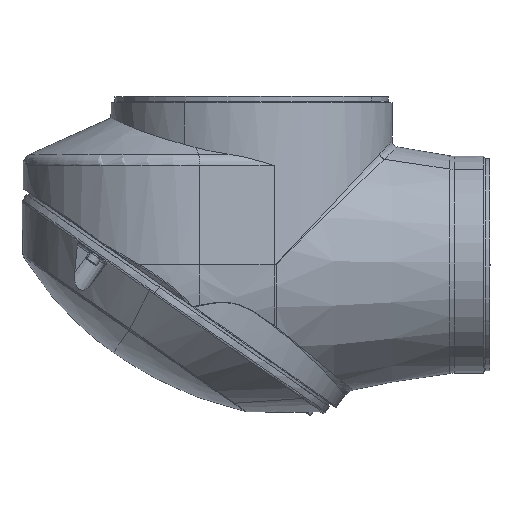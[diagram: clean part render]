
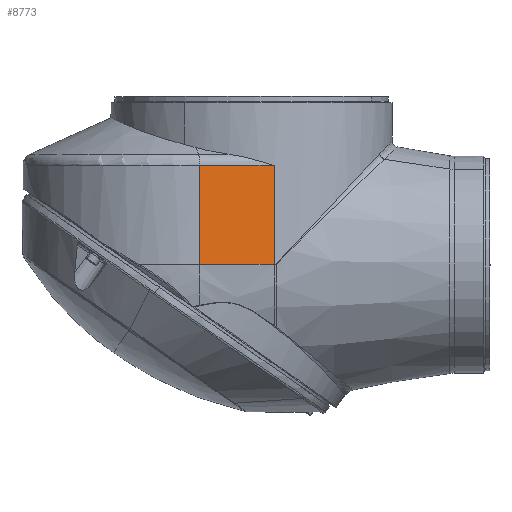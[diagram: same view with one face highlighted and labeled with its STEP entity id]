
A CAD part, top view. The second image highlights one B-rep face of the part: STEP entity #8773.
In plain terms, the highlighted planar face has unit normal (0.16, 0, 0.987).
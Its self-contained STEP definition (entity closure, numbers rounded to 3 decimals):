
#2055 = CYLINDRICAL_SURFACE('',#2056,92.);
#2056 = AXIS2_PLACEMENT_3D('',#2057,#2058,#2059);
#2057 = CARTESIAN_POINT('',(50.,145.5,978.));
#2058 = DIRECTION('',(0.,-1.,0.));
#2059 = DIRECTION('',(-0.161,0.,
    -0.987));
#2282 = VERTEX_POINT('',#2283);
#2283 = CARTESIAN_POINT('',(64.72,50.,1068.815));
#2322 = CONICAL_SURFACE('',#2323,90.815,0.161);
#2323 = AXIS2_PLACEMENT_3D('',#2324,#2325,#2326);
#2324 = CARTESIAN_POINT('',(64.72,50.,978.));
#2325 = DIRECTION('',(-1.,0.,0.));
#2326 = DIRECTION('',(0.,-0.44,0.898
    ));
#3899 = VERTEX_POINT('',#3900);
#3900 = CARTESIAN_POINT('',(64.72,114.819,
    1068.815));
#3939 = CYLINDRICAL_SURFACE('',#3940,8.);
#3940 = AXIS2_PLACEMENT_3D('',#3941,#3942,#3943);
#3941 = CARTESIAN_POINT('',(39.08,114.819,
    1064.866));
#3942 = DIRECTION('',(0.987,0.,-0.16));
#3943 = DIRECTION('',(0.065,0.913,0.404)
  );
#3973 = EDGE_CURVE('',#3899,#2282,#3974,.T.);
#3974 = SURFACE_CURVE('',#3975,(#3979,#3986),.PCURVE_S1.);
#3975 = LINE('',#3976,#3977);
#3976 = CARTESIAN_POINT('',(64.72,103.,1068.815));
#3977 = VECTOR('',#3978,1.);
#3978 = DIRECTION('',(0.,-1.,0.));
#3979 = PCURVE('',#2055,#3980);
#3980 = DEFINITIONAL_REPRESENTATION('',(#3981),#3985);
#3981 = LINE('',#3982,#3983);
#3982 = CARTESIAN_POINT('',(3.142,42.5));
#3983 = VECTOR('',#3984,1.);
#3984 = DIRECTION('',(0.,1.));
#3985 = ( GEOMETRIC_REPRESENTATION_CONTEXT(2) 
PARAMETRIC_REPRESENTATION_CONTEXT() REPRESENTATION_CONTEXT('2D SPACE',''
  ) );
#3986 = PCURVE('',#3987,#3992);
#3987 = PLANE('',#3988);
#3988 = AXIS2_PLACEMENT_3D('',#3989,#3990,#3991);
#3989 = CARTESIAN_POINT('',(64.72,50.,1068.815));
#3990 = DIRECTION('',(0.16,0.,0.987));
#3991 = DIRECTION('',(0.,1.,0.));
#3992 = DEFINITIONAL_REPRESENTATION('',(#3993),#3997);
#3993 = LINE('',#3994,#3995);
#3994 = CARTESIAN_POINT('',(53.,0.));
#3995 = VECTOR('',#3996,1.);
#3996 = DIRECTION('',(-1.,0.));
#3997 = ( GEOMETRIC_REPRESENTATION_CONTEXT(2) 
PARAMETRIC_REPRESENTATION_CONTEXT() REPRESENTATION_CONTEXT('2D SPACE',''
  ) );
#4253 = EDGE_CURVE('',#2282,#4254,#4256,.T.);
#4254 = VERTEX_POINT('',#4255);
#4255 = CARTESIAN_POINT('',(16.,50.,1076.712));
#4256 = SURFACE_CURVE('',#4257,(#4261,#4268),.PCURVE_S1.);
#4257 = LINE('',#4258,#4259);
#4258 = CARTESIAN_POINT('',(40.36,50.,1072.763));
#4259 = VECTOR('',#4260,1.);
#4260 = DIRECTION('',(-0.987,0.,0.16));
#4261 = PCURVE('',#2322,#4262);
#4262 = DEFINITIONAL_REPRESENTATION('',(#4263),#4267);
#4263 = LINE('',#4264,#4265);
#4264 = CARTESIAN_POINT('',(0.456,24.36));
#4265 = VECTOR('',#4266,1.);
#4266 = DIRECTION('',(0.,1.));
#4267 = ( GEOMETRIC_REPRESENTATION_CONTEXT(2) 
PARAMETRIC_REPRESENTATION_CONTEXT() REPRESENTATION_CONTEXT('2D SPACE',''
  ) );
#4268 = PCURVE('',#3987,#4269);
#4269 = DEFINITIONAL_REPRESENTATION('',(#4270),#4274);
#4270 = LINE('',#4271,#4272);
#4271 = CARTESIAN_POINT('',(0.,24.678));
#4272 = VECTOR('',#4273,1.);
#4273 = DIRECTION('',(0.,1.));
#4274 = ( GEOMETRIC_REPRESENTATION_CONTEXT(2) 
PARAMETRIC_REPRESENTATION_CONTEXT() REPRESENTATION_CONTEXT('2D SPACE',''
  ) );
#8729 = VERTEX_POINT('',#8730);
#8730 = CARTESIAN_POINT('',(16.,114.819,
    1076.712));
#8752 = EDGE_CURVE('',#8729,#3899,#8753,.T.);
#8753 = SURFACE_CURVE('',#8754,(#8758,#8765),.PCURVE_S1.);
#8754 = LINE('',#8755,#8756);
#8755 = CARTESIAN_POINT('',(40.36,114.819,
    1072.763));
#8756 = VECTOR('',#8757,1.);
#8757 = DIRECTION('',(0.987,0.,-0.16));
#8758 = PCURVE('',#3939,#8759);
#8759 = DEFINITIONAL_REPRESENTATION('',(#8760),#8764);
#8760 = LINE('',#8761,#8762);
#8761 = CARTESIAN_POINT('',(1.149,0.));
#8762 = VECTOR('',#8763,1.);
#8763 = DIRECTION('',(0.,1.));
#8764 = ( GEOMETRIC_REPRESENTATION_CONTEXT(2) 
PARAMETRIC_REPRESENTATION_CONTEXT() REPRESENTATION_CONTEXT('2D SPACE',''
  ) );
#8765 = PCURVE('',#3987,#8766);
#8766 = DEFINITIONAL_REPRESENTATION('',(#8767),#8771);
#8767 = LINE('',#8768,#8769);
#8768 = CARTESIAN_POINT('',(64.819,24.678));
#8769 = VECTOR('',#8770,1.);
#8770 = DIRECTION('',(0.,-1.));
#8771 = ( GEOMETRIC_REPRESENTATION_CONTEXT(2) 
PARAMETRIC_REPRESENTATION_CONTEXT() REPRESENTATION_CONTEXT('2D SPACE',''
  ) );
#8773 = ADVANCED_FACE('',(#8774),#3987,.T.);
#8774 = FACE_BOUND('',#8775,.T.);
#8775 = EDGE_LOOP('',(#8776,#8802,#8803,#8804));
#8776 = ORIENTED_EDGE('',*,*,#8777,.F.);
#8777 = EDGE_CURVE('',#4254,#8729,#8778,.T.);
#8778 = SURFACE_CURVE('',#8779,(#8783,#8790),.PCURVE_S1.);
#8779 = LINE('',#8780,#8781);
#8780 = CARTESIAN_POINT('',(16.,82.41,
    1076.712));
#8781 = VECTOR('',#8782,1.);
#8782 = DIRECTION('',(0.,1.,0.));
#8783 = PCURVE('',#3987,#8784);
#8784 = DEFINITIONAL_REPRESENTATION('',(#8785),#8789);
#8785 = LINE('',#8786,#8787);
#8786 = CARTESIAN_POINT('',(32.41,49.356));
#8787 = VECTOR('',#8788,1.);
#8788 = DIRECTION('',(1.,0.));
#8789 = ( GEOMETRIC_REPRESENTATION_CONTEXT(2) 
PARAMETRIC_REPRESENTATION_CONTEXT() REPRESENTATION_CONTEXT('2D SPACE',''
  ) );
#8790 = PCURVE('',#8791,#8796);
#8791 = CYLINDRICAL_SURFACE('',#8792,100.);
#8792 = AXIS2_PLACEMENT_3D('',#8793,#8794,#8795);
#8793 = CARTESIAN_POINT('',(0.,50.,978.));
#8794 = DIRECTION('',(0.,-1.,0.));
#8795 = DIRECTION('',(0.16,0.,0.987));
#8796 = DEFINITIONAL_REPRESENTATION('',(#8797),#8801);
#8797 = LINE('',#8798,#8799);
#8798 = CARTESIAN_POINT('',(0.,-32.41));
#8799 = VECTOR('',#8800,1.);
#8800 = DIRECTION('',(0.,-1.));
#8801 = ( GEOMETRIC_REPRESENTATION_CONTEXT(2) 
PARAMETRIC_REPRESENTATION_CONTEXT() REPRESENTATION_CONTEXT('2D SPACE',''
  ) );
#8802 = ORIENTED_EDGE('',*,*,#4253,.F.);
#8803 = ORIENTED_EDGE('',*,*,#3973,.F.);
#8804 = ORIENTED_EDGE('',*,*,#8752,.F.);
